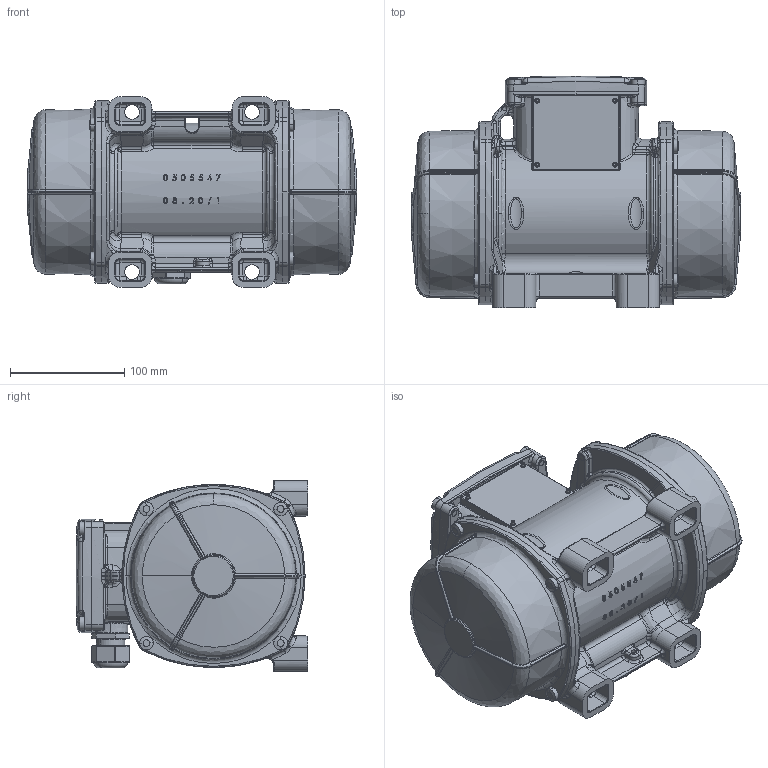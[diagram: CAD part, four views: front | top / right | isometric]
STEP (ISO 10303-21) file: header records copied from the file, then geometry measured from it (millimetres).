
FILE_DESCRIPTION (( 'STEP AP214' ), '1' );
FILE_NAME ('NED 50500-12V-24V #03190060-03190050.STEP', '2023-02-08T10:09:10', ( '' ), ( '' ), 'SwSTEP 2.0', 'SolidWorks 2022', '' );
FILE_SCHEMA (( 'AUTOMOTIVE_DESIGN' ));
Length unit declared in the file: millimetre
Products named in the file (1): NED 50500-12V-24V #03190060-03190050
Bounding box: 288 x 202.66 x 167 mm (x, y, z)
Volume: 4834627.2 mm3; surface area: 255017.3 mm2
Topology: 2 solids, 2 shells, 1796 faces, 4348 edges, 2535 vertices
Faces by surface type: bspline 723, cylinder 421, plane 260, torus 225, cone 97, sphere 70
Entity records: 118925 total; most frequent: CARTESIAN_POINT 63099, ORIENTED_EDGE 8572, DIRECTION 6228, EDGE_CURVE 4286, AXIS2_PLACEMENT_3D 2620, VERTEX_POINT 2535, EDGE_LOOP 1853, UNCERTAINTY_MEASURE_WITH_UNIT 1800
